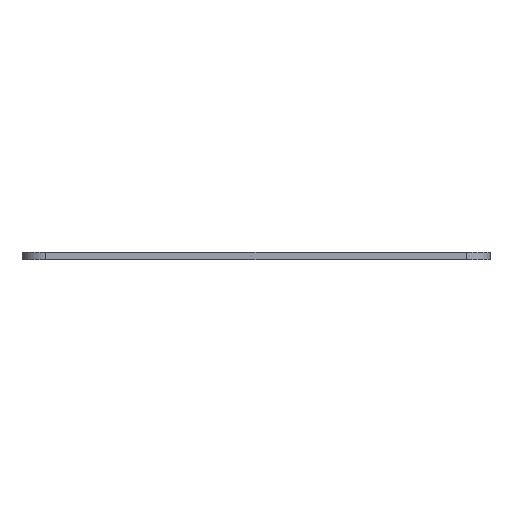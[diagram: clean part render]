
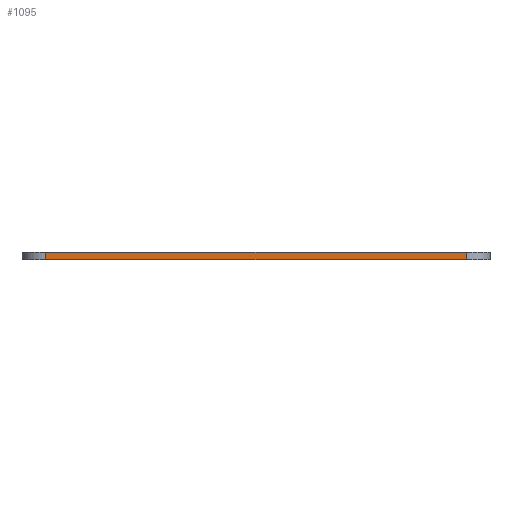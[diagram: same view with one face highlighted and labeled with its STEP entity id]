
A CAD part, left-side view. The second image highlights one B-rep face of the part: STEP entity #1095.
In plain terms, the highlighted planar face has unit normal (-1, 0, 0).
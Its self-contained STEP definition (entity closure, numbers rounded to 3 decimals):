
#38=PLANE('',#1192);
#69=FACE_OUTER_BOUND('',#136,.T.);
#136=EDGE_LOOP('',(#801,#802,#803,#804));
#201=LINE('',#1605,#311);
#203=LINE('',#1611,#313);
#231=LINE('',#1717,#341);
#232=LINE('',#1718,#342);
#311=VECTOR('',#1277,10.);
#313=VECTOR('',#1283,10.);
#341=VECTOR('',#1363,10.);
#342=VECTOR('',#1364,10.);
#474=VERTEX_POINT('',#1602);
#475=VERTEX_POINT('',#1604);
#477=VERTEX_POINT('',#1610);
#529=VERTEX_POINT('',#1716);
#582=EDGE_CURVE('',#474,#475,#201,.T.);
#585=EDGE_CURVE('',#475,#477,#203,.T.);
#638=EDGE_CURVE('',#529,#474,#231,.T.);
#639=EDGE_CURVE('',#477,#529,#232,.T.);
#801=ORIENTED_EDGE('',*,*,#582,.F.);
#802=ORIENTED_EDGE('',*,*,#638,.F.);
#803=ORIENTED_EDGE('',*,*,#639,.F.);
#804=ORIENTED_EDGE('',*,*,#585,.F.);
#1095=ADVANCED_FACE('',(#69),#38,.T.);
#1192=AXIS2_PLACEMENT_3D('',#1715,#1361,#1362);
#1277=DIRECTION('',(0.,0.,-1.));
#1283=DIRECTION('',(0.,1.,0.));
#1361=DIRECTION('center_axis',(-1.,0.,0.));
#1362=DIRECTION('ref_axis',(0.,-1.,0.));
#1363=DIRECTION('',(0.,-1.,0.));
#1364=DIRECTION('',(0.,0.,1.));
#1602=CARTESIAN_POINT('',(-20.956,-42.456,1.5));
#1604=CARTESIAN_POINT('',(-20.956,-42.456,0.));
#1605=CARTESIAN_POINT('',(-20.956,-42.456,0.));
#1610=CARTESIAN_POINT('',(-20.956,46.125,0.));
#1611=CARTESIAN_POINT('',(-20.956,-47.456,0.));
#1715=CARTESIAN_POINT('Origin',(-20.956,51.125,0.));
#1716=CARTESIAN_POINT('',(-20.956,46.125,1.5));
#1717=CARTESIAN_POINT('',(-20.956,-47.456,1.5));
#1718=CARTESIAN_POINT('',(-20.956,46.125,0.));
